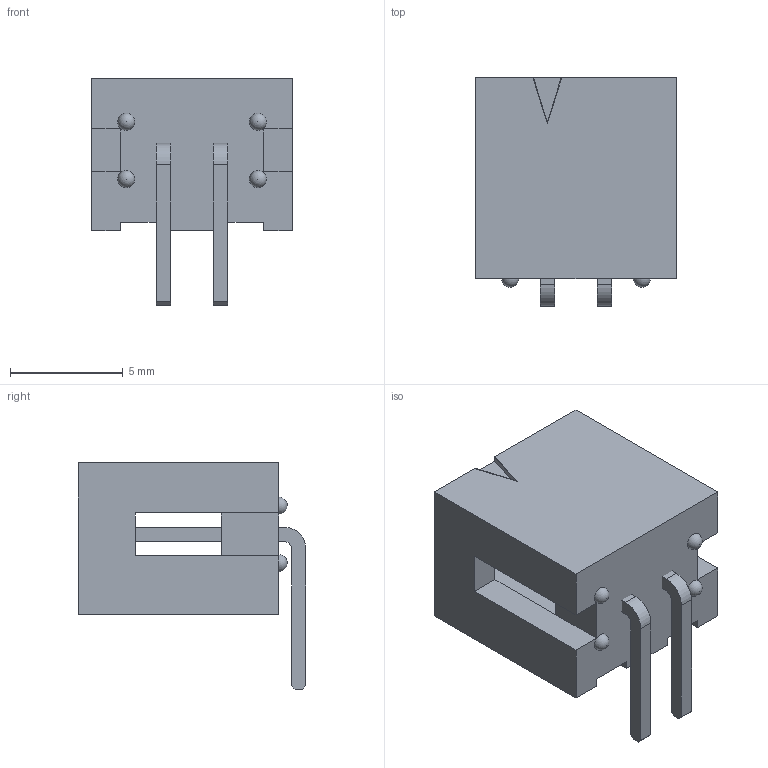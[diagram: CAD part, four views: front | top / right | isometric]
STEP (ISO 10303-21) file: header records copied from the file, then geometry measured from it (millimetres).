
FILE_DESCRIPTION( ( 'STEP AP214' ), '1' );
FILE_NAME( 'TSS-102-04-F-S-RA.stp', '2022-03-05T03:01:54', ( 'License CC BY-ND 4.0' ), ( 'CADENAS' ), ' ', 'PARTsolutions', ' ' );
FILE_SCHEMA( ( 'AUTOMOTIVE_DESIGN { 1 0 10303 214 1 1 1 1 }' ) );
Length unit declared in the file: inch
Products named in the file (4): TSS-102-04-F-S-RA; _TSS-102-04-S_header; _TSS-First_Position_Indicator; _T-1S6-02-04-S-RA__
Assembly tree (3 placements, depth 2):
  TSS-102-04-F-S-RA
    _TSS-102-04-S_header
    _TSS-First_Position_Indicator
    _T-1S6-02-04-S-RA__
Bounding box: 8.89 x 10.1 x 10.03 mm (x, y, z)
Volume: 345.6 mm3; surface area: 628.8 mm2
Topology: 3 solids, 3 shells, 76 faces, 215 edges, 142 vertices
Faces by surface type: plane 68, sphere 4, cylinder 4
Entity records: 3029 total; most frequent: CARTESIAN_POINT 421, ORIENTED_EDGE 406, DIRECTION 375, EDGE_CURVE 203, LINE 191, VECTOR 191, VERTEX_POINT 138, AXIS2_PLACEMENT_3D 92
